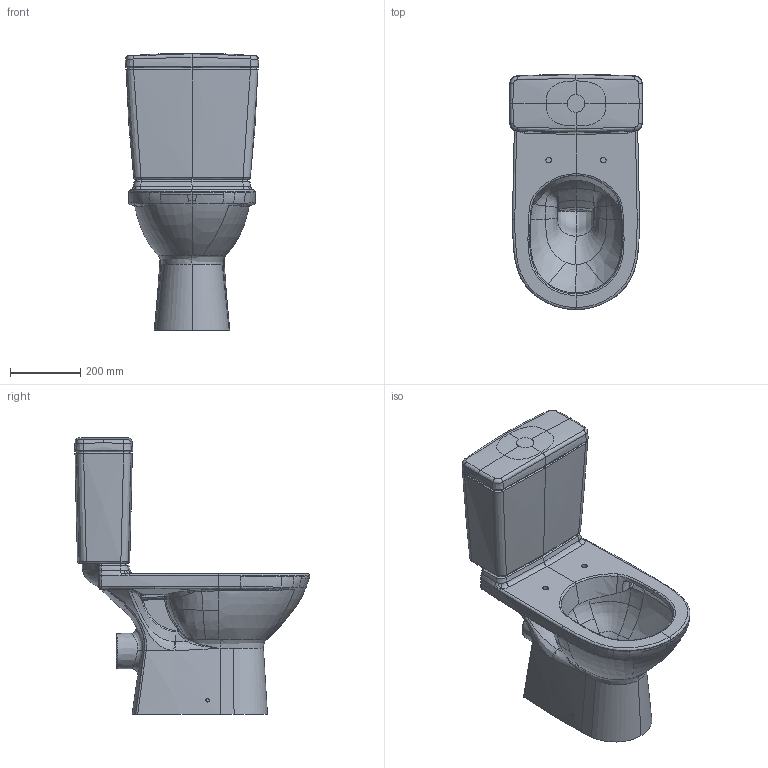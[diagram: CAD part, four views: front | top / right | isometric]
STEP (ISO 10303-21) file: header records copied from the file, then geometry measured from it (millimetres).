
FILE_DESCRIPTION(/* description */ (''),/* implementation_level */ '2;1');
FILE_NAME(/* name */ '5661R0_O_Novo_STWC_P_Trap_DirectFlush.stp',/* time_stamp */ '2019-02-04T08:52:58+01:00',/* author */ (''),/* organization */ (''),/* preprocessor_version */ 'ST-DEVELOPER v16',/* originating_system */ 'SIEMENS PLM Software NX 10.0',/* authorisation */ '');
FILE_SCHEMA (('AUTOMOTIVE_DESIGN { 1 0 10303 214 3 1 1 1 }'));
Products named in the file (1): math19F098C8e0zp
Bounding box: 379.6 x 668.44 x 787.16 mm (x, y, z)
Volume: 42333063.2 mm3; surface area: 1600372.7 mm2
Topology: 2 solids, 2 shells, 508 faces, 1281 edges, 774 vertices
Faces by surface type: bspline 447, plane 31, cylinder 14, sphere 8, extrusion 4, cone 4
Full cylindrical faces by diameter (mm): 16 x2
Entity records: 71584 total; most frequent: CARTESIAN_POINT 63519, ORIENTED_EDGE 2538, EDGE_CURVE 1269, B_SPLINE_CURVE_WITH_KNOTS 1057, VERTEX_POINT 772, EDGE_LOOP 515, ADVANCED_FACE 508, FACE_OUTER_BOUND 501
